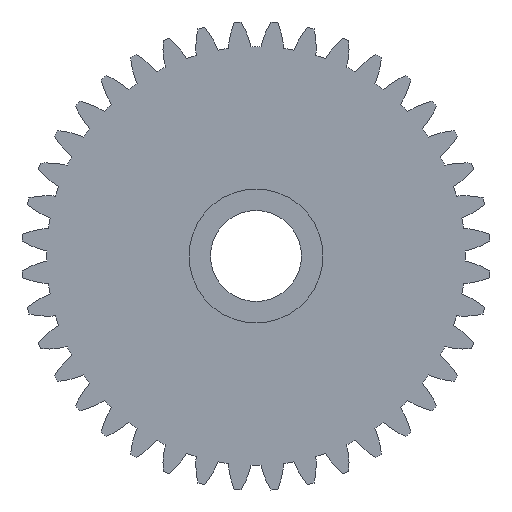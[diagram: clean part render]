
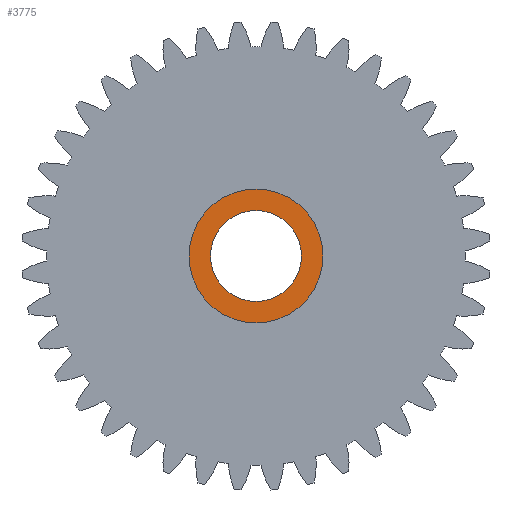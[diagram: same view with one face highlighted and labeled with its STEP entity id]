
A CAD part, left-side view. The second image highlights one B-rep face of the part: STEP entity #3775.
In plain terms, the highlighted planar face has unit normal (-1, 0, 0).
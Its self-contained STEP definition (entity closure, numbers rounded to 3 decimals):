
#16 = DIRECTION ( 'NONE',  ( 0., 0., 1. ) ) ;
#35 = AXIS2_PLACEMENT_3D ( 'NONE', #5621, #2985, #6234 ) ;
#39 = VERTEX_POINT ( 'NONE', #3778 ) ;
#208 = EDGE_CURVE ( 'NONE', #6605, #669, #5091, .T. ) ;
#443 = DIRECTION ( 'NONE',  ( -1., 0., 0. ) ) ;
#448 = CARTESIAN_POINT ( 'NONE',  ( -1.8, 0., 4.075 ) ) ;
#669 = VERTEX_POINT ( 'NONE', #4234 ) ;
#735 = ORIENTED_EDGE ( 'NONE', *, *, #6282, .T. ) ;
#860 = DIRECTION ( 'NONE',  ( 0., 0., 1. ) ) ;
#894 = EDGE_CURVE ( 'NONE', #39, #4928, #5428, .T. ) ;
#896 = DIRECTION ( 'NONE',  ( 0., 0., 1. ) ) ;
#1131 = FACE_BOUND ( 'NONE', #3205, .T. ) ;
#1199 = PLANE ( 'NONE',  #3146 ) ;
#1237 = ORIENTED_EDGE ( 'NONE', *, *, #894, .F. ) ;
#1704 = FACE_OUTER_BOUND ( 'NONE', #3431, .T. ) ;
#1743 = AXIS2_PLACEMENT_3D ( 'NONE', #5747, #443, #896 ) ;
#1818 = CARTESIAN_POINT ( 'NONE',  ( -1.8, 0., 6. ) ) ;
#1870 = CARTESIAN_POINT ( 'NONE',  ( -1.8, 0., 0. ) ) ;
#2061 = DIRECTION ( 'NONE',  ( -1., 0., 0. ) ) ;
#2465 = CIRCLE ( 'NONE', #3350, 4.075 ) ;
#2516 = CIRCLE ( 'NONE', #1743, 6. ) ;
#2933 = EDGE_CURVE ( 'NONE', #4928, #39, #2465, .T. ) ;
#2985 = DIRECTION ( 'NONE',  ( -1., 0., 0. ) ) ;
#3146 = AXIS2_PLACEMENT_3D ( 'NONE', #5328, #5787, #16 ) ;
#3205 = EDGE_LOOP ( 'NONE', ( #1237, #5861 ) ) ;
#3350 = AXIS2_PLACEMENT_3D ( 'NONE', #5278, #2061, #4167 ) ;
#3431 = EDGE_LOOP ( 'NONE', ( #735, #6507 ) ) ;
#3775 = ADVANCED_FACE ( 'NONE', ( #1704, #1131 ), #1199, .T. ) ;
#3778 = CARTESIAN_POINT ( 'NONE',  ( -1.8, 0., -4.075 ) ) ;
#4167 = DIRECTION ( 'NONE',  ( 0., 0., 1. ) ) ;
#4234 = CARTESIAN_POINT ( 'NONE',  ( -1.8, 0., -6. ) ) ;
#4928 = VERTEX_POINT ( 'NONE', #448 ) ;
#5091 = CIRCLE ( 'NONE', #5419, 6. ) ;
#5278 = CARTESIAN_POINT ( 'NONE',  ( -1.8, 0., 0. ) ) ;
#5328 = CARTESIAN_POINT ( 'NONE',  ( -1.8, 0., 0. ) ) ;
#5419 = AXIS2_PLACEMENT_3D ( 'NONE', #1870, #5570, #860 ) ;
#5428 = CIRCLE ( 'NONE', #35, 4.075 ) ;
#5570 = DIRECTION ( 'NONE',  ( -1., 0., 0. ) ) ;
#5621 = CARTESIAN_POINT ( 'NONE',  ( -1.8, 0., 0. ) ) ;
#5747 = CARTESIAN_POINT ( 'NONE',  ( -1.8, 0., 0. ) ) ;
#5787 = DIRECTION ( 'NONE',  ( -1., 0., 0. ) ) ;
#5861 = ORIENTED_EDGE ( 'NONE', *, *, #2933, .F. ) ;
#6234 = DIRECTION ( 'NONE',  ( 0., 0., 1. ) ) ;
#6282 = EDGE_CURVE ( 'NONE', #669, #6605, #2516, .T. ) ;
#6507 = ORIENTED_EDGE ( 'NONE', *, *, #208, .T. ) ;
#6605 = VERTEX_POINT ( 'NONE', #1818 ) ;
